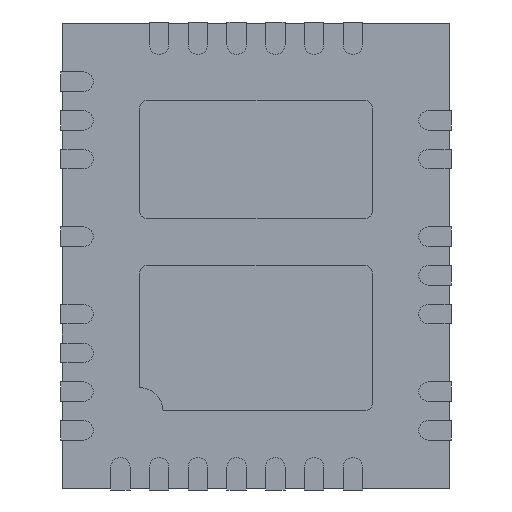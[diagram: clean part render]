
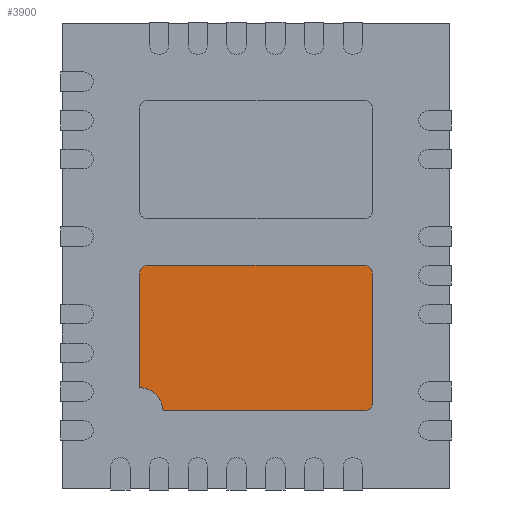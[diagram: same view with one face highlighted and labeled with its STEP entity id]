
A CAD part, front view. The second image highlights one B-rep face of the part: STEP entity #3900.
In plain terms, the highlighted planar face has unit normal (0, -1, 0).
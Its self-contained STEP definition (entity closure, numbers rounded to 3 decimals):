
#137=PLANE('',#4175);
#324=FACE_OUTER_BOUND('',#520,.T.);
#520=EDGE_LOOP('',(#3495,#3496,#3497,#3498,#3499,#3500,#3501,#3502));
#979=LINE('',#6211,#1472);
#982=LINE('',#6219,#1475);
#983=LINE('',#6222,#1476);
#986=LINE('',#6230,#1479);
#1472=VECTOR('',#5058,10.);
#1475=VECTOR('',#5067,10.);
#1476=VECTOR('',#5070,10.);
#1479=VECTOR('',#5079,10.);
#1614=CIRCLE('',#4164,0.1);
#1615=CIRCLE('',#4167,0.3);
#1616=CIRCLE('',#4171,0.1);
#1617=CIRCLE('',#4174,0.1);
#1953=VERTEX_POINT('',#6203);
#1954=VERTEX_POINT('',#6205);
#1955=VERTEX_POINT('',#6209);
#1956=VERTEX_POINT('',#6213);
#1957=VERTEX_POINT('',#6217);
#1958=VERTEX_POINT('',#6221);
#1959=VERTEX_POINT('',#6225);
#1960=VERTEX_POINT('',#6229);
#2478=EDGE_CURVE('',#1954,#1953,#1614,.T.);
#2481=EDGE_CURVE('',#1953,#1955,#979,.T.);
#2483=EDGE_CURVE('',#1955,#1956,#1615,.T.);
#2485=EDGE_CURVE('',#1956,#1957,#982,.T.);
#2486=EDGE_CURVE('',#1958,#1954,#983,.T.);
#2488=EDGE_CURVE('',#1959,#1958,#1616,.T.);
#2490=EDGE_CURVE('',#1960,#1959,#986,.T.);
#2492=EDGE_CURVE('',#1957,#1960,#1617,.T.);
#3495=ORIENTED_EDGE('',*,*,#2492,.T.);
#3496=ORIENTED_EDGE('',*,*,#2490,.T.);
#3497=ORIENTED_EDGE('',*,*,#2488,.T.);
#3498=ORIENTED_EDGE('',*,*,#2486,.T.);
#3499=ORIENTED_EDGE('',*,*,#2478,.T.);
#3500=ORIENTED_EDGE('',*,*,#2481,.T.);
#3501=ORIENTED_EDGE('',*,*,#2483,.T.);
#3502=ORIENTED_EDGE('',*,*,#2485,.T.);
#3900=ADVANCED_FACE('',(#324),#137,.T.);
#4164=AXIS2_PLACEMENT_3D('',#6206,#5052,#5053);
#4167=AXIS2_PLACEMENT_3D('',#6215,#5062,#5063);
#4171=AXIS2_PLACEMENT_3D('',#6226,#5074,#5075);
#4174=AXIS2_PLACEMENT_3D('',#6233,#5083,#5084);
#4175=AXIS2_PLACEMENT_3D('',#6234,#5085,#5086);
#5052=DIRECTION('center_axis',(0.,-1.,0.));
#5053=DIRECTION('ref_axis',(0.,0.,1.));
#5058=DIRECTION('',(0.,0.,-1.));
#5062=DIRECTION('center_axis',(0.,1.,0.));
#5063=DIRECTION('ref_axis',(1.,0.,0.));
#5067=DIRECTION('',(1.,0.,0.));
#5070=DIRECTION('',(-1.,0.,0.));
#5074=DIRECTION('center_axis',(0.,-1.,0.));
#5075=DIRECTION('ref_axis',(1.,0.,0.));
#5079=DIRECTION('',(0.,0.,1.));
#5083=DIRECTION('center_axis',(0.,-1.,0.));
#5084=DIRECTION('ref_axis',(0.,0.,-1.));
#5085=DIRECTION('center_axis',(0.,-1.,0.));
#5086=DIRECTION('ref_axis',(1.,0.,0.));
#6203=CARTESIAN_POINT('',(-1.5,-0.02,-0.22));
#6205=CARTESIAN_POINT('',(-1.4,-0.02,-0.12));
#6206=CARTESIAN_POINT('Origin',(-1.4,-0.02,-0.22));
#6209=CARTESIAN_POINT('',(-1.5,-0.02,-1.7));
#6211=CARTESIAN_POINT('',(-1.5,-0.02,-1.7));
#6213=CARTESIAN_POINT('',(-1.2,-0.02,-2.));
#6215=CARTESIAN_POINT('Origin',(-1.5,-0.02,-2.));
#6217=CARTESIAN_POINT('',(1.4,-0.02,-2.));
#6219=CARTESIAN_POINT('',(1.4,-0.02,-2.));
#6221=CARTESIAN_POINT('',(1.4,-0.02,-0.12));
#6222=CARTESIAN_POINT('',(1.4,-0.02,-0.12));
#6225=CARTESIAN_POINT('',(1.5,-0.02,-0.22));
#6226=CARTESIAN_POINT('Origin',(1.4,-0.02,-0.22));
#6229=CARTESIAN_POINT('',(1.5,-0.02,-1.9));
#6230=CARTESIAN_POINT('',(1.5,-0.02,-1.9));
#6233=CARTESIAN_POINT('Origin',(1.4,-0.02,-1.9));
#6234=CARTESIAN_POINT('Origin',(0.,-0.02,-1.06));
